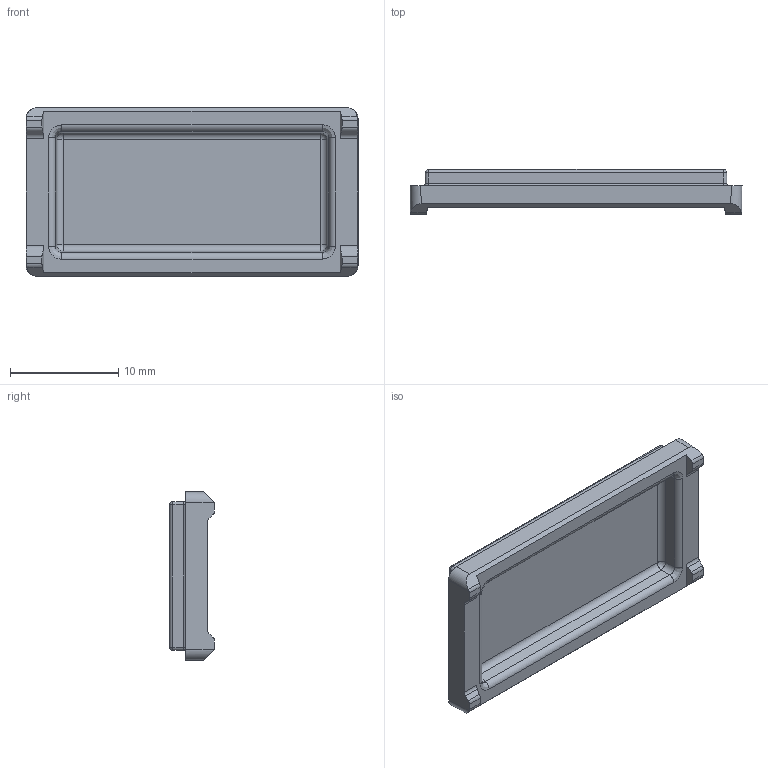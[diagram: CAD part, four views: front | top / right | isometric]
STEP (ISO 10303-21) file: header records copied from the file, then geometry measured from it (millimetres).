
FILE_DESCRIPTION((''),'2;1');
FILE_NAME('GAIBAN','2023-03-06T',('cc.ye'),(''),'PRO/ENGINEER BY PARAMETRIC TECHNOLOGY CORPORATION, 2010280','PRO/ENGINEER BY PARAMETRIC TECHNOLOGY CORPORATION, 2010280','');
FILE_SCHEMA(('AUTOMOTIVE_DESIGN { 1 0 10303 214 1 1 1 1 }'));
Length unit declared in the file: millimetre
Products named in the file (1): GAIBAN
Bounding box: 30.7 x 4.15 x 15.6 mm (x, y, z)
Volume: 973.7 mm3; surface area: 1336.6 mm2
Topology: 1 solids, 1 shells, 86 faces, 206 edges, 124 vertices
Faces by surface type: cylinder 40, plane 30, sphere 8, bspline 8
Entity records: 3547 total; most frequent: CARTESIAN_POINT 976, ORIENTED_EDGE 412, DIRECTION 350, PRESENTATION_STYLE_ASSIGNMENT 207, STYLED_ITEM 207, CURVE_STYLE 206, EDGE_CURVE 206, VERTEX_POINT 124
